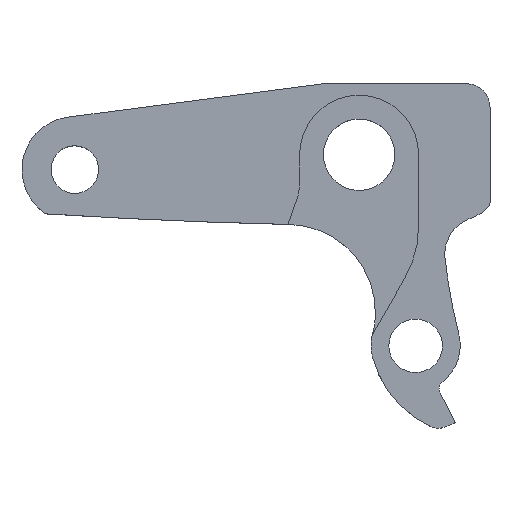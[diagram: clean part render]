
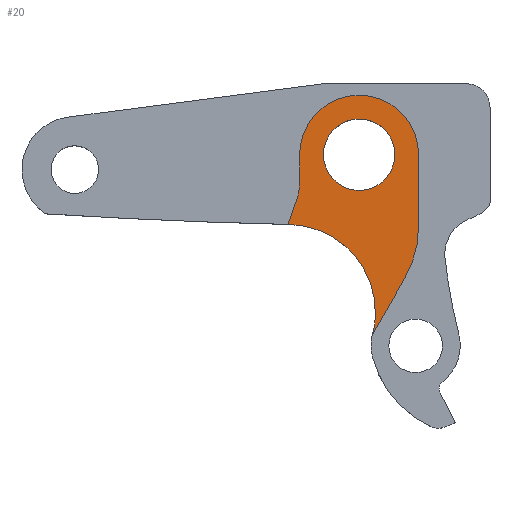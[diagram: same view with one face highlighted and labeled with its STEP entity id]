
A CAD part, top view. The second image highlights one B-rep face of the part: STEP entity #20.
In plain terms, the highlighted planar face has unit normal (0, 0, 1).
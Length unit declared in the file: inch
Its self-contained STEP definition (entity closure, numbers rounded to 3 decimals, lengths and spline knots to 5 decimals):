
#7 = VECTOR ( 'NONE', #1305, 39.37008 ) ;
#8 = ORIENTED_EDGE ( 'NONE', *, *, #1615, .F. ) ;
#20 = ADVANCED_FACE ( 'NONE', ( #1584, #1577 ), #1438, .T. ) ;
#42 = CARTESIAN_POINT ( 'NONE',  ( 0.10719, -1.04206, -0.1378 ) ) ;
#52 = CIRCLE ( 'NONE', #1232, 0.23622 ) ;
#78 = ORIENTED_EDGE ( 'NONE', *, *, #309, .T. ) ;
#88 = DIRECTION ( 'NONE',  ( -1., 0., 0. ) ) ;
#92 = CARTESIAN_POINT ( 'NONE',  ( -0.3937, -0.1763, -0.1378 ) ) ;
#131 = DIRECTION ( 'NONE',  ( 0., 0., 1. ) ) ;
#145 = DIRECTION ( 'NONE',  ( 1., 0., 0. ) ) ;
#170 = EDGE_CURVE ( 'NONE', #851, #492, #2045, .T. ) ;
#184 = EDGE_CURVE ( 'NONE', #2056, #1141, #1702, .T. ) ;
#207 = AXIS2_PLACEMENT_3D ( 'NONE', #603, #1094, #145 ) ;
#212 = VERTEX_POINT ( 'NONE', #739 ) ;
#214 = AXIS2_PLACEMENT_3D ( 'NONE', #1688, #858, #2012 ) ;
#232 = DIRECTION ( 'NONE',  ( 0., -1., 0. ) ) ;
#237 = DIRECTION ( 'NONE',  ( 0., 0., -1. ) ) ;
#266 = EDGE_CURVE ( 'NONE', #886, #627, #921, .T. ) ;
#276 = CARTESIAN_POINT ( 'NONE',  ( -0.3063, -0.47236, -0.1378 ) ) ;
#304 = DIRECTION ( 'NONE',  ( 1., 0., 0. ) ) ;
#309 = EDGE_CURVE ( 'NONE', #627, #886, #52, .T. ) ;
#365 = EDGE_LOOP ( 'NONE', ( #78, #699 ) ) ;
#383 = CARTESIAN_POINT ( 'NONE',  ( -0.45993, -0.46157, -0.1378 ) ) ;
#429 = CARTESIAN_POINT ( 'NONE',  ( 0.3937, 0., -0.1378 ) ) ;
#492 = VERTEX_POINT ( 'NONE', #42 ) ;
#510 = CIRCLE ( 'NONE', #614, 0.7 ) ;
#540 = ORIENTED_EDGE ( 'NONE', *, *, #1005, .F. ) ;
#556 = EDGE_CURVE ( 'NONE', #618, #2056, #1503, .T. ) ;
#565 = DIRECTION ( 'NONE',  ( 0., 0., -1. ) ) ;
#577 = CIRCLE ( 'NONE', #2067, 40. ) ;
#603 = CARTESIAN_POINT ( 'NONE',  ( -0.7874, -0.1763, -0.1378 ) ) ;
#614 = AXIS2_PLACEMENT_3D ( 'NONE', #276, #131, #1890 ) ;
#618 = VERTEX_POINT ( 'NONE', #909 ) ;
#623 = CARTESIAN_POINT ( 'NONE',  ( 0.30053, -0.8213, -0.1378 ) ) ;
#627 = VERTEX_POINT ( 'NONE', #1361 ) ;
#630 = DIRECTION ( 'NONE',  ( 1., 0., 0. ) ) ;
#645 = CARTESIAN_POINT ( 'NONE',  ( 0.23622, 0., -0.1378 ) ) ;
#652 = VERTEX_POINT ( 'NONE', #383 ) ;
#666 = VERTEX_POINT ( 'NONE', #92 ) ;
#669 = CARTESIAN_POINT ( 'NONE',  ( 0.58077, -0.33395, -0.1378 ) ) ;
#679 = CARTESIAN_POINT ( 'NONE',  ( 0.08822, -1.19052, -0.1378 ) ) ;
#699 = ORIENTED_EDGE ( 'NONE', *, *, #266, .T. ) ;
#739 = CARTESIAN_POINT ( 'NONE',  ( -0.41744, -0.31095, -0.1378 ) ) ;
#748 = CIRCLE ( 'NONE', #1929, 0.58065 ) ;
#764 = ORIENTED_EDGE ( 'NONE', *, *, #170, .F. ) ;
#835 = DIRECTION ( 'NONE',  ( -1., 0., 0. ) ) ;
#851 = VERTEX_POINT ( 'NONE', #679 ) ;
#858 = DIRECTION ( 'NONE',  ( 0., 0., -1. ) ) ;
#886 = VERTEX_POINT ( 'NONE', #645 ) ;
#896 = CARTESIAN_POINT ( 'NONE',  ( -0.48336, -1.04206, -0.1378 ) ) ;
#897 = EDGE_CURVE ( 'NONE', #851, #1139, #1796, .T. ) ;
#901 = CARTESIAN_POINT ( 'NONE',  ( -0.47216, -0.46129, -0.1378 ) ) ;
#909 = CARTESIAN_POINT ( 'NONE',  ( -0.3937, 0., -0.1378 ) ) ;
#916 = VECTOR ( 'NONE', #1384, 39.37008 ) ;
#921 = CIRCLE ( 'NONE', #214, 0.23622 ) ;
#962 = VERTEX_POINT ( 'NONE', #901 ) ;
#993 = DIRECTION ( 'NONE',  ( 0., 0., -1. ) ) ;
#1005 = EDGE_CURVE ( 'NONE', #666, #618, #1357, .T. ) ;
#1011 = ORIENTED_EDGE ( 'NONE', *, *, #897, .T. ) ;
#1027 = ORIENTED_EDGE ( 'NONE', *, *, #1902, .F. ) ;
#1094 = DIRECTION ( 'NONE',  ( 0., 0., 1. ) ) ;
#1114 = AXIS2_PLACEMENT_3D ( 'NONE', #1248, #2064, #630 ) ;
#1124 = EDGE_CURVE ( 'NONE', #1139, #1141, #510, .T. ) ;
#1125 = ORIENTED_EDGE ( 'NONE', *, *, #1777, .F. ) ;
#1139 = VERTEX_POINT ( 'NONE', #623 ) ;
#1141 = VERTEX_POINT ( 'NONE', #1558 ) ;
#1217 = DIRECTION ( 'NONE',  ( -1., 0., 0. ) ) ;
#1232 = AXIS2_PLACEMENT_3D ( 'NONE', #2022, #565, #1217 ) ;
#1248 = CARTESIAN_POINT ( 'NONE',  ( 0., 0., -0.1378 ) ) ;
#1305 = DIRECTION ( 'NONE',  ( 0.342, 0.94, 0. ) ) ;
#1312 = ORIENTED_EDGE ( 'NONE', *, *, #1124, .T. ) ;
#1316 = CARTESIAN_POINT ( 'NONE',  ( -0.41744, -0.31095, -0.1378 ) ) ;
#1319 = ORIENTED_EDGE ( 'NONE', *, *, #556, .F. ) ;
#1343 = ORIENTED_EDGE ( 'NONE', *, *, #184, .F. ) ;
#1357 = LINE ( 'NONE', #1675, #916 ) ;
#1361 = CARTESIAN_POINT ( 'NONE',  ( -0.23622, 0., -0.1378 ) ) ;
#1363 = EDGE_LOOP ( 'NONE', ( #1125, #1027, #764, #1011, #1312, #1343, #1319, #540, #2005, #8 ) ) ;
#1384 = DIRECTION ( 'NONE',  ( 0., 1., 0. ) ) ;
#1438 = PLANE ( 'NONE',  #1114 ) ;
#1461 = VECTOR ( 'NONE', #1772, 39.37008 ) ;
#1503 = CIRCLE ( 'NONE', #1570, 0.3937 ) ;
#1524 = CARTESIAN_POINT ( 'NONE',  ( 0.3937, 0., -0.1378 ) ) ;
#1558 = CARTESIAN_POINT ( 'NONE',  ( 0.3937, -0.47236, -0.1378 ) ) ;
#1570 = AXIS2_PLACEMENT_3D ( 'NONE', #1995, #993, #835 ) ;
#1574 = CARTESIAN_POINT ( 'NONE',  ( -0.47346, -1.04206, -0.1378 ) ) ;
#1577 = FACE_OUTER_BOUND ( 'NONE', #1363, .T. ) ;
#1584 = FACE_BOUND ( 'NONE', #365, .T. ) ;
#1615 = EDGE_CURVE ( 'NONE', #962, #212, #1984, .T. ) ;
#1675 = CARTESIAN_POINT ( 'NONE',  ( -0.3937, 0., -0.1378 ) ) ;
#1688 = CARTESIAN_POINT ( 'NONE',  ( 0., 0., -0.1378 ) ) ;
#1702 = LINE ( 'NONE', #1524, #1795 ) ;
#1751 = DIRECTION ( 'NONE',  ( 0., 0., 1. ) ) ;
#1757 = CIRCLE ( 'NONE', #207, 0.3937 ) ;
#1772 = DIRECTION ( 'NONE',  ( 0.498, 0.867, 0. ) ) ;
#1777 = EDGE_CURVE ( 'NONE', #652, #962, #577, .T. ) ;
#1795 = VECTOR ( 'NONE', #232, 39.37008 ) ;
#1796 = LINE ( 'NONE', #669, #1461 ) ;
#1867 = EDGE_CURVE ( 'NONE', #212, #666, #1757, .T. ) ;
#1871 = DIRECTION ( 'NONE',  ( 0., 0., 1. ) ) ;
#1890 = DIRECTION ( 'NONE',  ( 1., 0., 0. ) ) ;
#1902 = EDGE_CURVE ( 'NONE', #492, #652, #748, .T. ) ;
#1929 = AXIS2_PLACEMENT_3D ( 'NONE', #1574, #1751, #304 ) ;
#1972 = AXIS2_PLACEMENT_3D ( 'NONE', #896, #1871, #2032 ) ;
#1984 = LINE ( 'NONE', #1316, #7 ) ;
#1995 = CARTESIAN_POINT ( 'NONE',  ( 0., 0., -0.1378 ) ) ;
#2005 = ORIENTED_EDGE ( 'NONE', *, *, #1867, .F. ) ;
#2012 = DIRECTION ( 'NONE',  ( -1., 0., 0. ) ) ;
#2022 = CARTESIAN_POINT ( 'NONE',  ( 0., 0., -0.1378 ) ) ;
#2032 = DIRECTION ( 'NONE',  ( 1., 0., 0. ) ) ;
#2040 = CARTESIAN_POINT ( 'NONE',  ( 0.47244, 39.52756, -0.1378 ) ) ;
#2045 = CIRCLE ( 'NONE', #1972, 0.59055 ) ;
#2056 = VERTEX_POINT ( 'NONE', #429 ) ;
#2064 = DIRECTION ( 'NONE',  ( 0., 0., 1. ) ) ;
#2067 = AXIS2_PLACEMENT_3D ( 'NONE', #2040, #237, #88 ) ;
